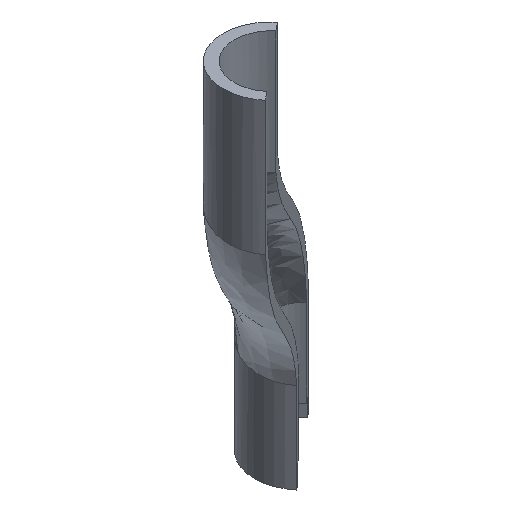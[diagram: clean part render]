
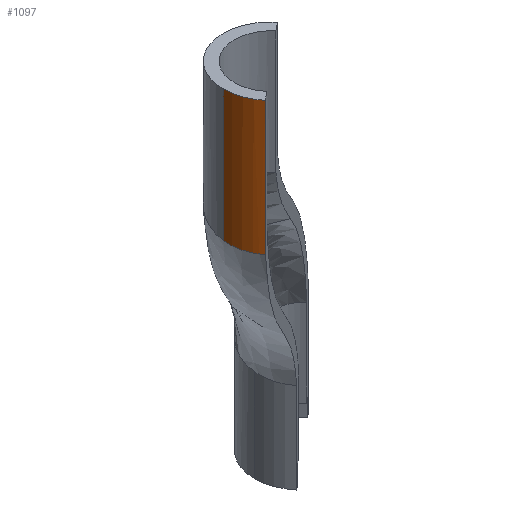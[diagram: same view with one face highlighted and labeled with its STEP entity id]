
A CAD part, isometric view. The second image highlights one B-rep face of the part: STEP entity #1097.
In plain terms, the highlighted cylindrical face has radius 9.881 mm (diameter 19.761 mm), a partial arc.
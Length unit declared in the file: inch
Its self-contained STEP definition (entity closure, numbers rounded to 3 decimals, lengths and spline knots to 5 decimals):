
#157 = CARTESIAN_POINT ( 'NONE',  ( -1.86627, -1.56599, 2.28932 ) ) ;
#178 = CARTESIAN_POINT ( 'NONE',  ( -1.86627, -1.56599, 3.368 ) ) ;
#191 = CARTESIAN_POINT ( 'NONE',  ( -1.8938, -1.53014, 2.28972 ) ) ;
#204 = CARTESIAN_POINT ( 'NONE',  ( -1.94746, -1.40572, 2.29758 ) ) ;
#217 = ORIENTED_EDGE ( 'NONE', *, *, #892, .F. ) ;
#360 = CARTESIAN_POINT ( 'NONE',  ( -1.95728, -1.31594, 2.30773 ) ) ;
#461 = B_SPLINE_CURVE_WITH_KNOTS ( 'NONE', 3,
 ( #873, #862, #1221, #204, #554, #1233, #1766, #1379, #1925, #191, #906, #157 ),
 .UNSPECIFIED., .F., .F.,
 ( 4, 2, 2, 2, 2, 4 ),
 ( 0.00869, 0.01041, 0.01213, 0.01299, 0.01385, 0.01557 ),
 .UNSPECIFIED. ) ;
#549 = ORIENTED_EDGE ( 'NONE', *, *, #1763, .T. ) ;
#554 = CARTESIAN_POINT ( 'NONE',  ( -1.94162, -1.42751, 2.29565 ) ) ;
#557 = VECTOR ( 'NONE', #2093, 39.37008 ) ;
#673 = DIRECTION ( 'NONE',  ( 0., 0., -1. ) ) ;
#708 = AXIS2_PLACEMENT_3D ( 'NONE', #1044, #2108, #1733 ) ;
#862 = CARTESIAN_POINT ( 'NONE',  ( -1.95728, -1.33834, 2.30482 ) ) ;
#873 = CARTESIAN_POINT ( 'NONE',  ( -1.95728, -1.31594, 2.30773 ) ) ;
#892 = EDGE_CURVE ( 'NONE', #1890, #1145, #1038, .T. ) ;
#906 = CARTESIAN_POINT ( 'NONE',  ( -1.8808, -1.54867, 2.28932 ) ) ;
#928 = AXIS2_PLACEMENT_3D ( 'NONE', #2070, #673, #1219 ) ;
#1038 = CIRCLE ( 'NONE', #708, 0.389 ) ;
#1044 = CARTESIAN_POINT ( 'NONE',  ( -1.56828, -1.31594, 3.368 ) ) ;
#1063 = CARTESIAN_POINT ( 'NONE',  ( -1.95728, -1.31594, 3.368 ) ) ;
#1097 = ADVANCED_FACE ( 'NONE', ( #1177 ), #1564, .T. ) ;
#1131 = LINE ( 'NONE', #1812, #1473 ) ;
#1145 = VERTEX_POINT ( 'NONE', #178 ) ;
#1177 = FACE_OUTER_BOUND ( 'NONE', #2140, .T. ) ;
#1219 = DIRECTION ( 'NONE',  ( -1., 0., 0. ) ) ;
#1221 = CARTESIAN_POINT ( 'NONE',  ( -1.95534, -1.36089, 2.30218 ) ) ;
#1233 = CARTESIAN_POINT ( 'NONE',  ( -1.93008, -1.45929, 2.2933 ) ) ;
#1265 = CARTESIAN_POINT ( 'NONE',  ( -1.86627, -1.56599, 2.28932 ) ) ;
#1314 = VERTEX_POINT ( 'NONE', #360 ) ;
#1326 = VERTEX_POINT ( 'NONE', #1265 ) ;
#1379 = CARTESIAN_POINT ( 'NONE',  ( -1.9162, -1.4903, 2.29142 ) ) ;
#1447 = CARTESIAN_POINT ( 'NONE',  ( -1.95728, -1.31594, 3.368 ) ) ;
#1473 = VECTOR ( 'NONE', #1606, 39.37008 ) ;
#1564 = CYLINDRICAL_SURFACE ( 'NONE', #928, 0.389 ) ;
#1597 = EDGE_CURVE ( 'NONE', #1314, #1326, #461, .T. ) ;
#1606 = DIRECTION ( 'NONE',  ( 0., 0., 1. ) ) ;
#1665 = EDGE_CURVE ( 'NONE', #1890, #1314, #1731, .T. ) ;
#1727 = ORIENTED_EDGE ( 'NONE', *, *, #1597, .T. ) ;
#1731 = LINE ( 'NONE', #1063, #557 ) ;
#1733 = DIRECTION ( 'NONE',  ( 1., 0., 0. ) ) ;
#1763 = EDGE_CURVE ( 'NONE', #1326, #1145, #1131, .T. ) ;
#1766 = CARTESIAN_POINT ( 'NONE',  ( -1.92577, -1.46973, 2.29262 ) ) ;
#1812 = CARTESIAN_POINT ( 'NONE',  ( -1.86627, -1.56599, 3.368 ) ) ;
#1890 = VERTEX_POINT ( 'NONE', #1447 ) ;
#1925 = CARTESIAN_POINT ( 'NONE',  ( -1.91091, -1.50048, 2.29092 ) ) ;
#2070 = CARTESIAN_POINT ( 'NONE',  ( -1.56828, -1.31594, 3.368 ) ) ;
#2093 = DIRECTION ( 'NONE',  ( 0., 0., -1. ) ) ;
#2108 = DIRECTION ( 'NONE',  ( 0., 0., 1. ) ) ;
#2140 = EDGE_LOOP ( 'NONE', ( #217, #2163, #1727, #549 ) ) ;
#2163 = ORIENTED_EDGE ( 'NONE', *, *, #1665, .T. ) ;
